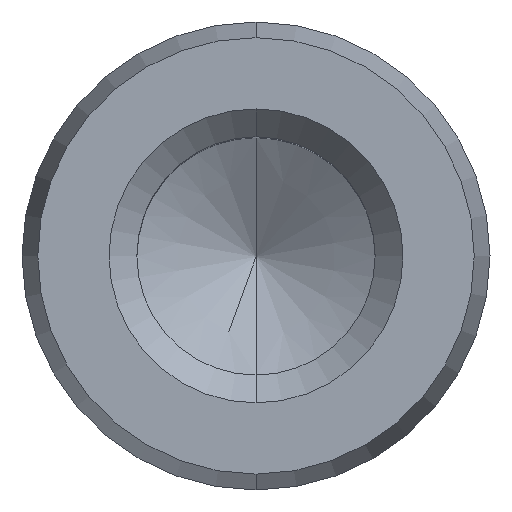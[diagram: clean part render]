
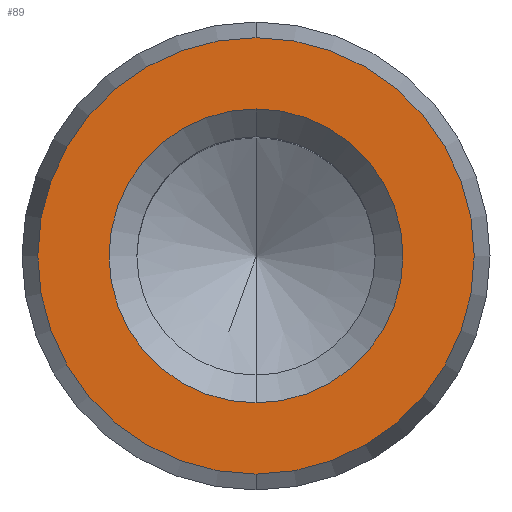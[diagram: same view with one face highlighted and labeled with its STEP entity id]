
A CAD part, top view. The second image highlights one B-rep face of the part: STEP entity #89.
In plain terms, the highlighted planar face has unit normal (0, 0, 1).
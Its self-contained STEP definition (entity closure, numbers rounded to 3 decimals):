
#89=ADVANCED_FACE('',(#123,#124),#125,.T.);
#123=FACE_BOUND('',#161,.T.);
#124=FACE_OUTER_BOUND('',#162,.T.);
#125=PLANE('',#163);
#161=EDGE_LOOP('',(#266,#267));
#162=EDGE_LOOP('',(#268,#269));
#163=AXIS2_PLACEMENT_3D('',#270,#271,#272);
#266=ORIENTED_EDGE('',*,*,#320,.T.);
#267=ORIENTED_EDGE('',*,*,#321,.T.);
#268=ORIENTED_EDGE('',*,*,#302,.F.);
#269=ORIENTED_EDGE('',*,*,#326,.F.);
#270=CARTESIAN_POINT('',(0.0,1.485,0.0));
#271=DIRECTION('',(0.,0.0,1.0));
#272=DIRECTION('',(0.0,-1.0,0.0));
#302=EDGE_CURVE('',#342,#344,#345,.T.);
#320=EDGE_CURVE('',#372,#374,#376,.T.);
#321=EDGE_CURVE('',#374,#372,#377,.T.);
#326=EDGE_CURVE('',#344,#342,#382,.T.);
#342=VERTEX_POINT('',#400);
#344=VERTEX_POINT('',#403);
#345=CIRCLE('',#404,2.97);
#372=VERTEX_POINT('',#440);
#374=VERTEX_POINT('',#443);
#376=CIRCLE('',#446,2.0);
#377=CIRCLE('',#447,2.0);
#382=CIRCLE('',#452,2.97);
#400=CARTESIAN_POINT('',(0.0,2.97,0.0));
#403=CARTESIAN_POINT('',(0.,-2.97,0.));
#404=AXIS2_PLACEMENT_3D('',#473,#474,#475);
#440=CARTESIAN_POINT('',(0.0,2.0,0.0));
#443=CARTESIAN_POINT('',(0.,-2.0,0.));
#446=AXIS2_PLACEMENT_3D('',#505,#506,#507);
#447=AXIS2_PLACEMENT_3D('',#508,#509,#510);
#452=AXIS2_PLACEMENT_3D('',#523,#524,#525);
#473=CARTESIAN_POINT('',(0.0,0.0,0.0));
#474=DIRECTION('',(0.,0.0,-1.0));
#475=DIRECTION('',(0.0,1.0,0.0));
#505=CARTESIAN_POINT('',(0.0,0.0,0.0));
#506=DIRECTION('',(0.,0.0,-1.0));
#507=DIRECTION('',(0.0,1.0,0.0));
#508=CARTESIAN_POINT('',(0.0,0.0,0.0));
#509=DIRECTION('',(0.,0.0,-1.0));
#510=DIRECTION('',(0.0,1.0,0.0));
#523=CARTESIAN_POINT('',(0.0,0.0,0.0));
#524=DIRECTION('',(0.,0.0,-1.0));
#525=DIRECTION('',(0.0,1.0,0.0));
